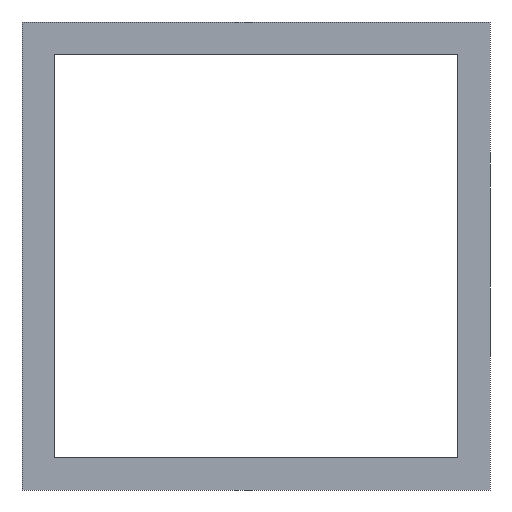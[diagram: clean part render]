
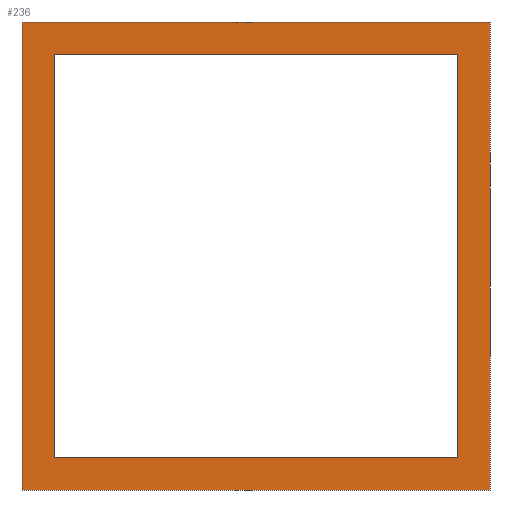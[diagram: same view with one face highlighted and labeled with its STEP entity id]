
A CAD part, front view. The second image highlights one B-rep face of the part: STEP entity #236.
In plain terms, the highlighted planar face has unit normal (0, -1, 0).
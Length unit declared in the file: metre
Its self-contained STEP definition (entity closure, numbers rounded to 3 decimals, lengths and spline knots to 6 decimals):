
#62=ORIENTED_EDGE('',*,*,#96,.F.);
#63=ORIENTED_EDGE('',*,*,#100,.F.);
#64=ORIENTED_EDGE('',*,*,#104,.T.);
#65=ORIENTED_EDGE('',*,*,#106,.T.);
#66=ORIENTED_EDGE('',*,*,#84,.F.);
#67=ORIENTED_EDGE('',*,*,#89,.F.);
#68=ORIENTED_EDGE('',*,*,#92,.T.);
#69=ORIENTED_EDGE('',*,*,#109,.T.);
#84=EDGE_CURVE('',#112,#113,#132,.T.);
#89=EDGE_CURVE('',#116,#112,#136,.T.);
#92=EDGE_CURVE('',#116,#118,#139,.T.);
#96=EDGE_CURVE('',#122,#123,#142,.T.);
#100=EDGE_CURVE('',#125,#122,#146,.T.);
#104=EDGE_CURVE('',#125,#128,#149,.T.);
#106=EDGE_CURVE('',#128,#123,#151,.T.);
#109=EDGE_CURVE('',#118,#113,#153,.T.);
#112=VERTEX_POINT('',#333);
#113=VERTEX_POINT('',#335);
#116=VERTEX_POINT('',#343);
#118=VERTEX_POINT('',#349);
#122=VERTEX_POINT('',#358);
#123=VERTEX_POINT('',#360);
#125=VERTEX_POINT('',#366);
#128=VERTEX_POINT('',#374);
#132=LINE('',#334,#156);
#136=LINE('',#344,#160);
#139=LINE('',#350,#163);
#142=LINE('',#359,#166);
#146=LINE('',#367,#170);
#149=LINE('',#375,#173);
#151=LINE('',#378,#175);
#153=LINE('',#383,#177);
#156=VECTOR('',#275,1.);
#160=VECTOR('',#283,1.);
#163=VECTOR('',#288,1.);
#166=VECTOR('',#295,1.);
#170=VECTOR('',#301,1.);
#173=VECTOR('',#308,1.);
#175=VECTOR('',#312,1.);
#177=VECTOR('',#318,1.);
#190=EDGE_LOOP('',(#62,#63,#64,#65));
#191=EDGE_LOOP('',(#66,#67,#68,#69));
#210=FACE_BOUND('',#190,.T.);
#211=FACE_BOUND('',#191,.T.);
#226=PLANE('',#265);
#236=ADVANCED_FACE('',(#210,#211),#226,.T.);
#265=AXIS2_PLACEMENT_3D('',#384,#319,#320);
#275=DIRECTION('',(1.,0.,0.));
#283=DIRECTION('',(0.,0.,-1.));
#288=DIRECTION('',(1.,0.,0.));
#295=DIRECTION('',(0.,0.,-1.));
#301=DIRECTION('',(1.,0.,0.));
#308=DIRECTION('',(0.,0.,-1.));
#312=DIRECTION('',(1.,0.,0.));
#318=DIRECTION('',(0.,0.,-1.));
#319=DIRECTION('',(0.,-1.,0.));
#320=DIRECTION('',(1.,0.,0.));
#333=CARTESIAN_POINT('',(0.1325,-0.7,-0.025));
#334=CARTESIAN_POINT('',(0.1575,-0.7,-0.025));
#335=CARTESIAN_POINT('',(0.1825,-0.7,-0.025));
#343=CARTESIAN_POINT('',(0.1325,-0.7,0.025));
#344=CARTESIAN_POINT('',(0.1325,-0.7,0.));
#349=CARTESIAN_POINT('',(0.1825,-0.7,0.025));
#350=CARTESIAN_POINT('',(0.1575,-0.7,0.025));
#358=CARTESIAN_POINT('',(0.1865,-0.7,0.029));
#359=CARTESIAN_POINT('',(0.1865,-0.7,0.));
#360=CARTESIAN_POINT('',(0.1865,-0.7,-0.029));
#366=CARTESIAN_POINT('',(0.1285,-0.7,0.029));
#367=CARTESIAN_POINT('',(0.1575,-0.7,0.029));
#374=CARTESIAN_POINT('',(0.1285,-0.7,-0.029));
#375=CARTESIAN_POINT('',(0.1285,-0.7,0.));
#378=CARTESIAN_POINT('',(0.1575,-0.7,-0.029));
#383=CARTESIAN_POINT('',(0.1825,-0.7,0.));
#384=CARTESIAN_POINT('',(0.,-0.7,0.00285));
